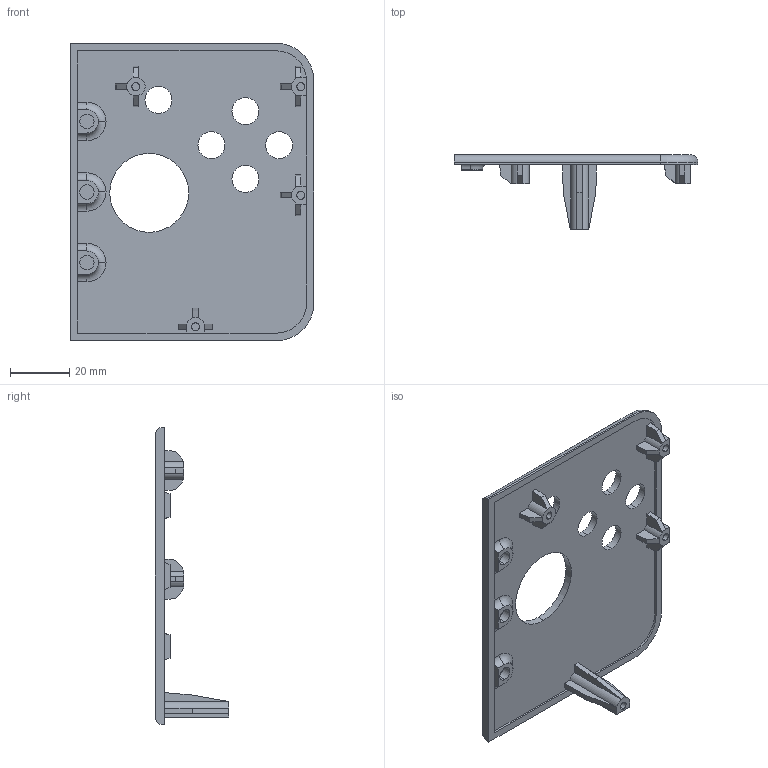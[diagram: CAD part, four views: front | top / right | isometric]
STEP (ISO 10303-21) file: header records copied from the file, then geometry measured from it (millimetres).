
FILE_DESCRIPTION (( 'STEP AP203' ), '1' );
FILE_NAME ('G0010_gamepad_left_top.step', '2019-10-07T21:29:53', ( '' ), ( '' ), 'SwSTEP 2.0', 'SolidWorks 2017', '' );
FILE_SCHEMA (( 'CONFIG_CONTROL_DESIGN' ));
Length unit declared in the file: inch
Products named in the file (1): G0010_gamepad_left_top
Bounding box: 82.55 x 25.03 x 100.58 mm (x, y, z)
Volume: 20780.2 mm3; surface area: 18457.1 mm2
Topology: 1 solids, 1 shells, 155 faces, 405 edges, 261 vertices
Faces by surface type: plane 96, cylinder 51, torus 8
Entity records: 4848 total; most frequent: DIRECTION 839, CARTESIAN_POINT 822, ORIENTED_EDGE 810, EDGE_CURVE 405, LINE 283, VECTOR 283, AXIS2_PLACEMENT_3D 278, VERTEX_POINT 261
